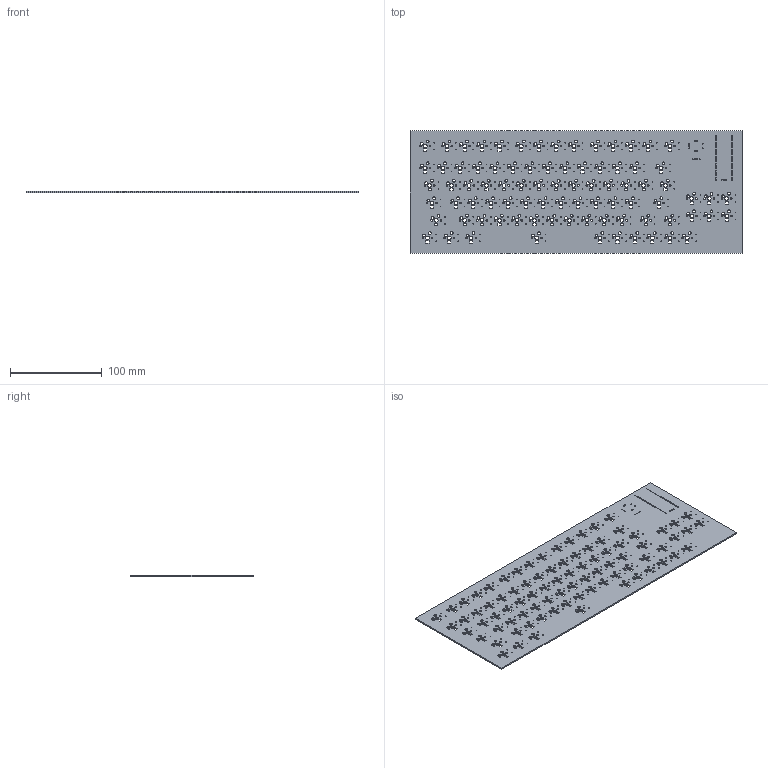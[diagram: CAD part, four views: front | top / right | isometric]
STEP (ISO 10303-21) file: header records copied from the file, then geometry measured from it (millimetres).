
FILE_DESCRIPTION(/* description */ ('STEP AP242','CAx-IF Rec.Pracs.---Representation and Presentation of Product Manufacturing Information (PMI)---4.0---2014-10-13','CAx-IF Rec.Pracs.---3D Tessellated Geometry---0.4---2014-09-14','2;1'),/* implementation_level */ '2;1');
FILE_NAME(/* name */ '68421aa626113e3dacaf165e',/* time_stamp */ '2025-06-05T22:31:05Z',/* author */ (''),/* organization */ (''),/* preprocessor_version */ 'ST-DEVELOPER v20',/* originating_system */ 'ONSHAPE BY PTC INC, 1.198',/* authorisation */ ' ');
FILE_SCHEMA (('AP242_MANAGED_MODEL_BASED_3D_ENGINEERING_MIM_LF { 1 0 10303 442 1 1 4 }'));
Length unit declared in the file: metre
Products named in the file (1): easy75_PCB
Bounding box: 361.95 x 133.35 x 1.51 mm (x, y, z)
Volume: 67328 mm3; surface area: 98625.2 mm2
Topology: 1 solids, 1 shells, 1630 faces, 4884 edges, 3256 vertices
Faces by surface type: cylinder 1284, plane 346
Entity records: 59242 total; most frequent: DIRECTION 10714, CARTESIAN_POINT 9771, ORIENTED_EDGE 9768, EDGE_CURVE 4884, AXIS2_PLACEMENT_3D 4199, VERTEX_POINT 3256, EDGE_LOOP 3082, FACE_BOUND 3082
